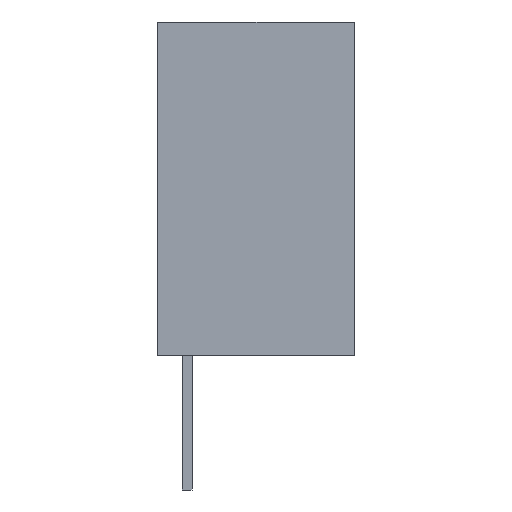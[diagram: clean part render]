
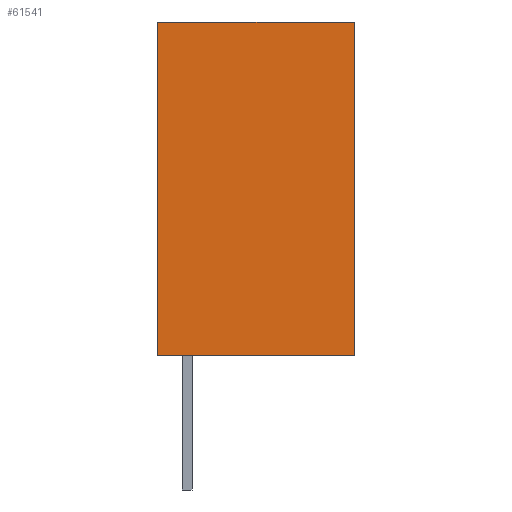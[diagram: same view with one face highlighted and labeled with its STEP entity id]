
A CAD part, left-side view. The second image highlights one B-rep face of the part: STEP entity #61541.
In plain terms, the highlighted planar face has unit normal (-1, 0, 0).
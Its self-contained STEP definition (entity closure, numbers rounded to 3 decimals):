
#2252=ORIENTED_EDGE('',*,*,#15823,.T.);
#2253=ORIENTED_EDGE('',*,*,#15824,.F.);
#2254=ORIENTED_EDGE('',*,*,#14353,.F.);
#2255=ORIENTED_EDGE('',*,*,#15825,.T.);
#14353=EDGE_CURVE('',#21139,#21140,#25663,.T.);
#15823=EDGE_CURVE('',#22608,#22609,#27133,.T.);
#15824=EDGE_CURVE('',#21140,#22609,#27134,.T.);
#15825=EDGE_CURVE('',#21139,#22608,#27135,.T.);
#21139=VERTEX_POINT('',#79053);
#21140=VERTEX_POINT('',#79054);
#22608=VERTEX_POINT('',#81994);
#22609=VERTEX_POINT('',#81995);
#25663=LINE('',#79052,#32449);
#27133=LINE('',#81993,#33919);
#27134=LINE('',#81996,#33920);
#27135=LINE('',#81997,#33921);
#32449=VECTOR('',#66909,1000.);
#33919=VECTOR('',#68383,1000.);
#33920=VECTOR('',#68384,1000.);
#33921=VECTOR('',#68385,1000.);
#38509=EDGE_LOOP('',(#2252,#2253,#2254,#2255));
#40843=FACE_BOUND('',#38509,.T.);
#43146=PLANE('',#63845);
#61541=ADVANCED_FACE('',(#40843),#43146,.F.);
#63845=AXIS2_PLACEMENT_3D('',#81992,#68381,#68382);
#66909=DIRECTION('',(0.,0.,-1.));
#68381=DIRECTION('',(1.,0.,0.));
#68382=DIRECTION('',(0.,0.,-1.));
#68383=DIRECTION('',(0.,0.,-1.));
#68384=DIRECTION('',(0.,1.,0.));
#68385=DIRECTION('',(0.,1.,0.));
#79052=CARTESIAN_POINT('',(-9.825,-3.,10.16));
#79053=CARTESIAN_POINT('',(-9.825,-3.,10.16));
#79054=CARTESIAN_POINT('',(-9.825,-3.,0.));
#81992=CARTESIAN_POINT('',(-9.825,-3.,10.16));
#81993=CARTESIAN_POINT('',(-9.825,3.,10.16));
#81994=CARTESIAN_POINT('',(-9.825,3.,10.16));
#81995=CARTESIAN_POINT('',(-9.825,3.,0.));
#81996=CARTESIAN_POINT('',(-9.825,-3.,0.));
#81997=CARTESIAN_POINT('',(-9.825,-3.,10.16));
